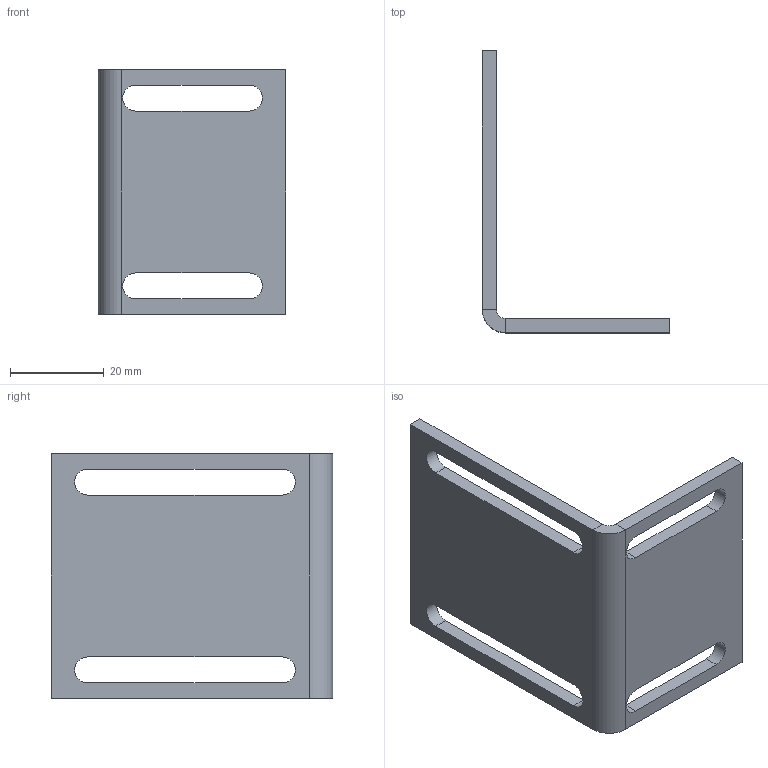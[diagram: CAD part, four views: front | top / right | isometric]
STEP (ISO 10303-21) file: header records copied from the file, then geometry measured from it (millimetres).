
FILE_DESCRIPTION (( 'STEP AP203' ), '1' );
FILE_NAME ('084.604.003.STEP', '2015-02-10T16:07:52', ( '' ), ( '' ), 'SwSTEP 2.0', 'SolidWorks 2012', '' );
FILE_SCHEMA (( 'CONFIG_CONTROL_DESIGN' ));
Length unit declared in the file: millimetre
Products named in the file (1): 084.604.003
Bounding box: 40 x 60 x 52 mm (x, y, z)
Volume: 12442.8 mm3; surface area: 10176.5 mm2
Topology: 1 solids, 1 shells, 32 faces, 82 edges, 52 vertices
Faces by surface type: plane 20, cylinder 12
Entity records: 1059 total; most frequent: DIRECTION 172, CARTESIAN_POINT 167, ORIENTED_EDGE 164, EDGE_CURVE 82, VECTOR 58, LINE 58, AXIS2_PLACEMENT_3D 57, VERTEX_POINT 52
